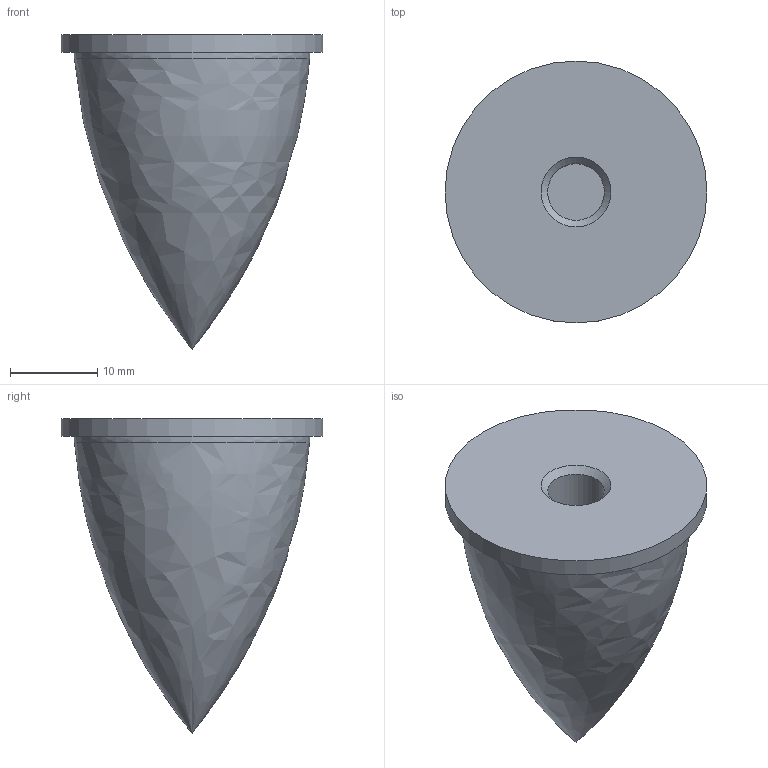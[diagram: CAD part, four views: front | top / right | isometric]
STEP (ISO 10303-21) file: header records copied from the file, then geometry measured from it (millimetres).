
FILE_DESCRIPTION(/* description */ ('KriTec Parabelpuffer Ø30x36 M8 mit Innengewinde'),/* implementation_level */ '2;1');
FILE_NAME(/* name */ '12170 Parabelpuffer D30x36 M8 mit Innengewinde.stp',/* time_stamp */ '2019-06-05T10:02:21+02:00',/* author */ ('Nell'),/* organization */ (''),/* preprocessor_version */ 'ST-DEVELOPER v17',/* originating_system */ 'Autodesk Inventor 2018',/* authorisation */ '');
FILE_SCHEMA (('AUTOMOTIVE_DESIGN { 1 0 10303 214 3 1 1 }'));
Length unit declared in the file: millimetre
Products named in the file (1): 12170
Bounding box: 30 x 30 x 36 mm (x, y, z)
Volume: 11096.9 mm3; surface area: 3176.7 mm2
Topology: 1 solids, 1 shells, 8 faces, 15 edges, 10 vertices
Faces by surface type: plane 3, cylinder 2, bspline 2, cone 1
Full cylindrical faces by diameter (mm): 6.49 x1, 30 x1
Entity records: 323 total; most frequent: CARTESIAN_POINT 85, DIRECTION 39, ORIENTED_EDGE 28, AXIS2_PLACEMENT_3D 18, EDGE_CURVE 14, CIRCLE 11, EDGE_LOOP 10, VERTEX_POINT 10
